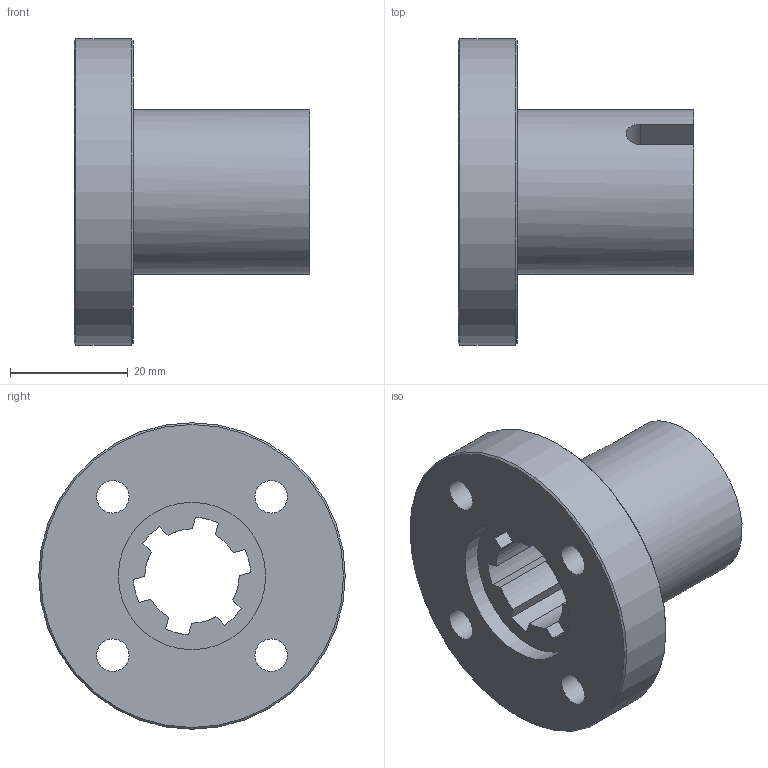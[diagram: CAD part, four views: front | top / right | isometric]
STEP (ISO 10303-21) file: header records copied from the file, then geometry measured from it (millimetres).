
FILE_DESCRIPTION((''),'2;1');
FILE_NAME('MT_WST00058371.stp','2017-03-15T11:02:28',('albertn'),(''),'Autodesk Inventor 2008','Autodesk Inventor 2008','');
FILE_SCHEMA(('AUTOMOTIVE_DESIGN { 1 0 10303 214 1 1 1 1 }'));
Length unit declared in the file: millimetre
Products named in the file (1): Keilnabe_MT_WST00058371
Bounding box: 40 x 52 x 52 mm (x, y, z)
Volume: 27800.1 mm3; surface area: 11441.2 mm2
Topology: 1 solids, 1 shells, 40 faces, 109 edges, 72 vertices
Faces by surface type: cylinder 20, plane 18, cone 2
Full cylindrical faces by diameter (mm): 5.5 x4, 25 x1, 28 x1, 52 x1
Entity records: 1326 total; most frequent: CARTESIAN_POINT 277, DIRECTION 216, ORIENTED_EDGE 198, EDGE_CURVE 99, AXIS2_PLACEMENT_3D 80, VERTEX_POINT 71, EDGE_LOOP 60, VECTOR 56
